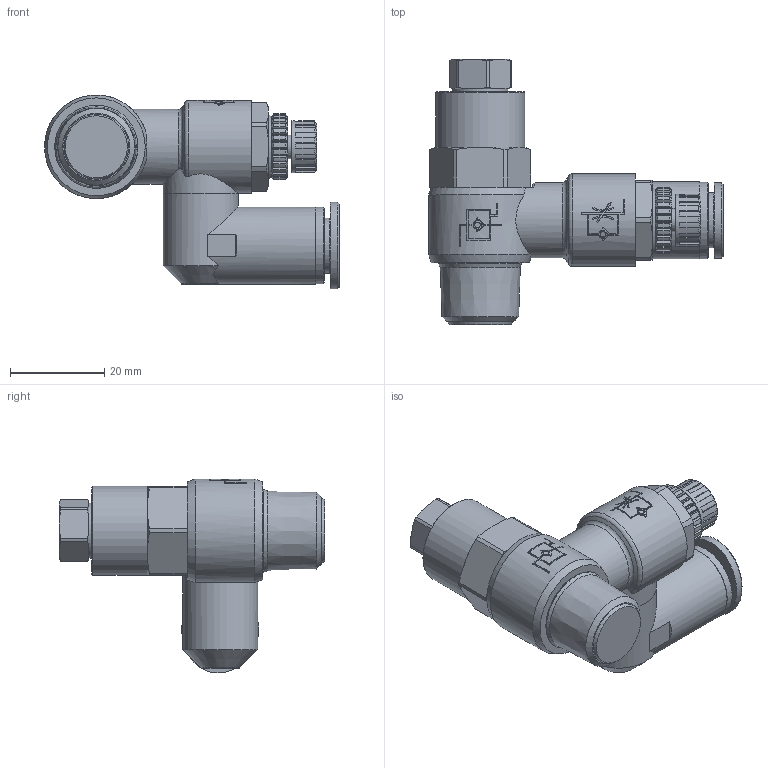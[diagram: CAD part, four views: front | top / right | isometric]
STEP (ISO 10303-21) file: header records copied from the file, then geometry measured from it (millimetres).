
FILE_DESCRIPTION((''),'2;1');
FILE_NAME('GNSP 1003.stp','2019-05-21T10:28:32',('user'),(''),'Autodesk Inventor 2013','Autodesk Inventor 2013','');
FILE_SCHEMA(('AUTOMOTIVE_DESIGN { 1 0 10303 214 1 1 1 1 }'));
Length unit declared in the file: millimetre
Products named in the file (15): GNSP 1003 조립품; GNSP BODY 1003(PLASTIC); GNPL PLASTIC ASSY 10; GNPL BODY 10(PLASTIC); G-COLLAR 10L; COLLAR G10L; SLEEVE G10; GNSP BRASS ASSY 03(EPNI); GNSP BODY 03(BRASS); P-CHECK BODY 03(BRASS); P-NSE BRASS ASSY 03(EPNI); P-NSE BODY 03(BRASS); P-NEEDLE 03(BRASS); LOCK NUT 02; HANDLE 03(PLASTIC)
Assembly tree (14 placements, depth 4):
  GNSP 1003 조립품
    GNSP BODY 1003(PLASTIC)
    GNPL PLASTIC ASSY 10
      GNPL BODY 10(PLASTIC)
      G-COLLAR 10L
        COLLAR G10L
        SLEEVE G10
    GNSP BRASS ASSY 03(EPNI)
      GNSP BODY 03(BRASS)
      P-CHECK BODY 03(BRASS)
    P-NSE BRASS ASSY 03(EPNI)
      P-NSE BODY 03(BRASS)
      P-NEEDLE 03(BRASS)
      LOCK NUT 02
      HANDLE 03(PLASTIC)
Bounding box: 62.7 x 56.4 x 41.22 mm (x, y, z)
Volume: 30361 mm3; surface area: 12241.4 mm2
Topology: 11 solids, 11 shells, 891 faces, 2424 edges, 1586 vertices
Faces by surface type: plane 636, cone 99, cylinder 96, bspline 57, torus 3
Full cylindrical faces by diameter (mm): 0.7 x1, 5 x1, 10.2 x2, 11 x1, 11.7 x1, 11.8 x1, 16 x3, 16.3 x1, 16.4 x1, 17.3 x1, 17.7 x1, 19 x1, 19.7 x1
Entity records: 36239 total; most frequent: CARTESIAN_POINT 14601, ORIENTED_EDGE 4748, DIRECTION 3986, EDGE_CURVE 2374, VERTEX_POINT 1571, VECTOR 1566, LINE 1566, AXIS2_PLACEMENT_3D 1210
